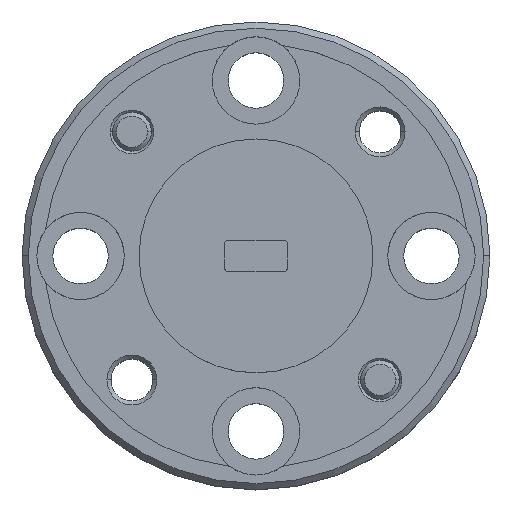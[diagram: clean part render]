
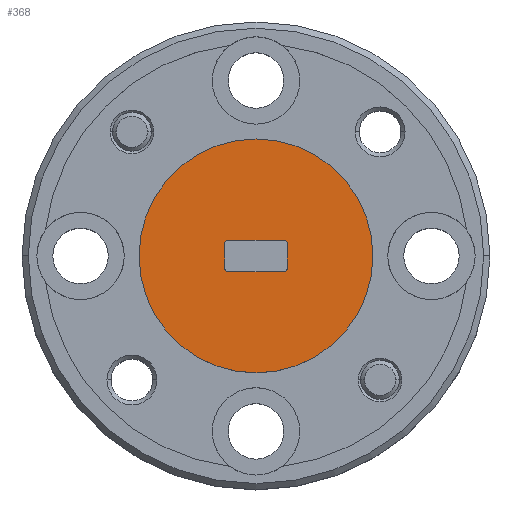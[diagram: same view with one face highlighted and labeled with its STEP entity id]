
A CAD part, top view. The second image highlights one B-rep face of the part: STEP entity #368.
In plain terms, the highlighted planar face has unit normal (0, 0, 1).
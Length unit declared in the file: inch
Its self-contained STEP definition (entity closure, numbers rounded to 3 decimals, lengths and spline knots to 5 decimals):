
#81 = EDGE_CURVE ( 'NONE', #1653, #1639, #242, .T. ) ;
#114 = ORIENTED_EDGE ( 'NONE', *, *, #2656, .F. ) ;
#205 = CIRCLE ( 'NONE', #3154, 0.005 ) ;
#226 = FACE_BOUND ( 'NONE', #2167, .T. ) ;
#242 = CIRCLE ( 'NONE', #2940, 0.005 ) ;
#256 = PLANE ( 'NONE',  #1761 ) ;
#367 = CARTESIAN_POINT ( 'NONE',  ( -0.045, -0.02, 0. ) ) ;
#368 = ADVANCED_FACE ( 'NONE', ( #226, #1089 ), #256, .T. ) ;
#388 = ORIENTED_EDGE ( 'NONE', *, *, #2739, .F. ) ;
#417 = LINE ( 'NONE', #3181, #460 ) ;
#443 = LINE ( 'NONE', #1312, #2789 ) ;
#460 = VECTOR ( 'NONE', #1200, 39.37008 ) ;
#550 = CARTESIAN_POINT ( 'NONE',  ( 0.1875, 0., 0. ) ) ;
#582 = DIRECTION ( 'NONE',  ( 0., 0., -1. ) ) ;
#604 = EDGE_LOOP ( 'NONE', ( #2456, #785 ) ) ;
#608 = CARTESIAN_POINT ( 'NONE',  ( -0.05, 0.025, 0. ) ) ;
#639 = LINE ( 'NONE', #608, #697 ) ;
#680 = DIRECTION ( 'NONE',  ( 0., 0., -1. ) ) ;
#697 = VECTOR ( 'NONE', #4192, 39.37008 ) ;
#769 = VECTOR ( 'NONE', #2235, 39.37008 ) ;
#785 = ORIENTED_EDGE ( 'NONE', *, *, #2885, .T. ) ;
#870 = VERTEX_POINT ( 'NONE', #2668 ) ;
#885 = DIRECTION ( 'NONE',  ( 0., -1., 0. ) ) ;
#894 = CARTESIAN_POINT ( 'NONE',  ( -0.045, 0.02, 0. ) ) ;
#905 = VERTEX_POINT ( 'NONE', #4666 ) ;
#968 = CARTESIAN_POINT ( 'NONE',  ( -0.045, 0.025, 0. ) ) ;
#986 = CIRCLE ( 'NONE', #2095, 0.005 ) ;
#1089 = FACE_OUTER_BOUND ( 'NONE', #604, .T. ) ;
#1151 = EDGE_CURVE ( 'NONE', #4566, #2479, #2592, .T. ) ;
#1157 = AXIS2_PLACEMENT_3D ( 'NONE', #3764, #4558, #2152 ) ;
#1182 = DIRECTION ( 'NONE',  ( 1., 0., 0. ) ) ;
#1200 = DIRECTION ( 'NONE',  ( 0., 1., 0. ) ) ;
#1208 = CIRCLE ( 'NONE', #5110, 0.1875 ) ;
#1210 = ORIENTED_EDGE ( 'NONE', *, *, #1307, .T. ) ;
#1307 = EDGE_CURVE ( 'NONE', #4857, #870, #986, .T. ) ;
#1312 = CARTESIAN_POINT ( 'NONE',  ( -0.05, -0.025, 0. ) ) ;
#1372 = DIRECTION ( 'NONE',  ( 1., 0., 0. ) ) ;
#1499 = ORIENTED_EDGE ( 'NONE', *, *, #81, .T. ) ;
#1538 = CARTESIAN_POINT ( 'NONE',  ( 0., 0., 0. ) ) ;
#1591 = VERTEX_POINT ( 'NONE', #2896 ) ;
#1639 = VERTEX_POINT ( 'NONE', #968 ) ;
#1653 = VERTEX_POINT ( 'NONE', #2219 ) ;
#1761 = AXIS2_PLACEMENT_3D ( 'NONE', #4674, #3827, #5128 ) ;
#2095 = AXIS2_PLACEMENT_3D ( 'NONE', #2632, #680, #4656 ) ;
#2127 = EDGE_CURVE ( 'NONE', #905, #3626, #2141, .T. ) ;
#2141 = CIRCLE ( 'NONE', #3317, 0.005 ) ;
#2152 = DIRECTION ( 'NONE',  ( 1., 0., 0. ) ) ;
#2163 = EDGE_CURVE ( 'NONE', #1591, #3626, #3474, .T. ) ;
#2167 = EDGE_LOOP ( 'NONE', ( #114, #1210, #388, #3477, #2816, #4511, #3603, #1499 ) ) ;
#2219 = CARTESIAN_POINT ( 'NONE',  ( -0.05, 0.02, 0. ) ) ;
#2235 = DIRECTION ( 'NONE',  ( 1., 0., 0. ) ) ;
#2456 = ORIENTED_EDGE ( 'NONE', *, *, #1151, .T. ) ;
#2479 = VERTEX_POINT ( 'NONE', #2876 ) ;
#2592 = CIRCLE ( 'NONE', #1157, 0.1875 ) ;
#2617 = CARTESIAN_POINT ( 'NONE',  ( -0.05, -0.025, 0. ) ) ;
#2632 = CARTESIAN_POINT ( 'NONE',  ( 0.045, 0.02, 0. ) ) ;
#2656 = EDGE_CURVE ( 'NONE', #4857, #1639, #639, .T. ) ;
#2668 = CARTESIAN_POINT ( 'NONE',  ( 0.05, 0.02, 0. ) ) ;
#2739 = EDGE_CURVE ( 'NONE', #905, #870, #417, .T. ) ;
#2789 = VECTOR ( 'NONE', #885, 39.37008 ) ;
#2816 = ORIENTED_EDGE ( 'NONE', *, *, #2163, .F. ) ;
#2876 = CARTESIAN_POINT ( 'NONE',  ( -0.1875, 0., 0. ) ) ;
#2885 = EDGE_CURVE ( 'NONE', #2479, #4566, #1208, .T. ) ;
#2896 = CARTESIAN_POINT ( 'NONE',  ( -0.045, -0.025, 0. ) ) ;
#2940 = AXIS2_PLACEMENT_3D ( 'NONE', #894, #582, #1372 ) ;
#3013 = CARTESIAN_POINT ( 'NONE',  ( 0.045, -0.02, 0. ) ) ;
#3154 = AXIS2_PLACEMENT_3D ( 'NONE', #367, #4815, #1182 ) ;
#3181 = CARTESIAN_POINT ( 'NONE',  ( 0.05, -0.025, 0. ) ) ;
#3317 = AXIS2_PLACEMENT_3D ( 'NONE', #3013, #5094, #5017 ) ;
#3474 = LINE ( 'NONE', #2617, #769 ) ;
#3477 = ORIENTED_EDGE ( 'NONE', *, *, #2127, .T. ) ;
#3603 = ORIENTED_EDGE ( 'NONE', *, *, #4432, .F. ) ;
#3626 = VERTEX_POINT ( 'NONE', #5085 ) ;
#3647 = CARTESIAN_POINT ( 'NONE',  ( 0.045, 0.025, 0. ) ) ;
#3764 = CARTESIAN_POINT ( 'NONE',  ( 0., 0., 0. ) ) ;
#3827 = DIRECTION ( 'NONE',  ( 0., 0., 1. ) ) ;
#3873 = EDGE_CURVE ( 'NONE', #1591, #4365, #205, .T. ) ;
#4192 = DIRECTION ( 'NONE',  ( -1., 0., 0. ) ) ;
#4333 = CARTESIAN_POINT ( 'NONE',  ( -0.05, -0.02, 0. ) ) ;
#4365 = VERTEX_POINT ( 'NONE', #4333 ) ;
#4369 = DIRECTION ( 'NONE',  ( 0., 0., 1. ) ) ;
#4432 = EDGE_CURVE ( 'NONE', #1653, #4365, #443, .T. ) ;
#4511 = ORIENTED_EDGE ( 'NONE', *, *, #3873, .T. ) ;
#4558 = DIRECTION ( 'NONE',  ( 0., 0., 1. ) ) ;
#4566 = VERTEX_POINT ( 'NONE', #550 ) ;
#4656 = DIRECTION ( 'NONE',  ( 1., 0., 0. ) ) ;
#4666 = CARTESIAN_POINT ( 'NONE',  ( 0.05, -0.02, 0. ) ) ;
#4674 = CARTESIAN_POINT ( 'NONE',  ( 0., 0., 0. ) ) ;
#4815 = DIRECTION ( 'NONE',  ( 0., 0., -1. ) ) ;
#4857 = VERTEX_POINT ( 'NONE', #3647 ) ;
#5017 = DIRECTION ( 'NONE',  ( 1., 0., 0. ) ) ;
#5085 = CARTESIAN_POINT ( 'NONE',  ( 0.045, -0.025, 0. ) ) ;
#5094 = DIRECTION ( 'NONE',  ( 0., 0., -1. ) ) ;
#5110 = AXIS2_PLACEMENT_3D ( 'NONE', #1538, #4369, #5122 ) ;
#5122 = DIRECTION ( 'NONE',  ( 1., 0., 0. ) ) ;
#5128 = DIRECTION ( 'NONE',  ( 1., 0., 0. ) ) ;
